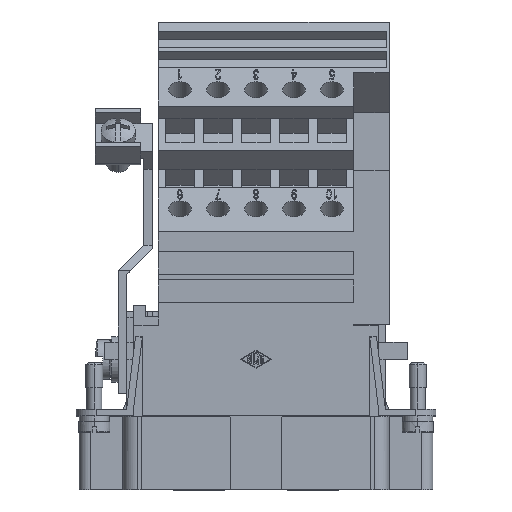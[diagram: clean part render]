
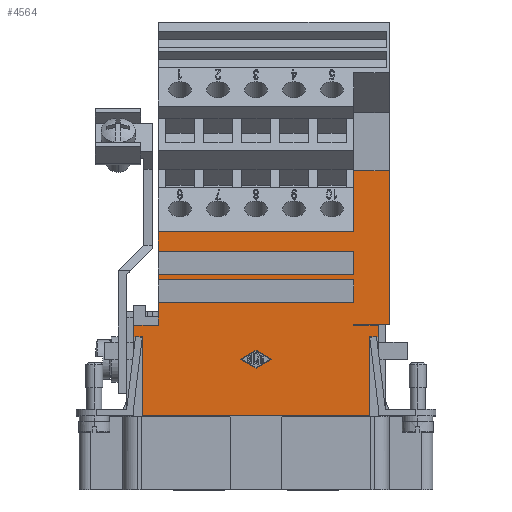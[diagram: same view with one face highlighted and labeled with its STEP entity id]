
A CAD part, top view. The second image highlights one B-rep face of the part: STEP entity #4564.
In plain terms, the highlighted planar face has unit normal (0, 0, 1).
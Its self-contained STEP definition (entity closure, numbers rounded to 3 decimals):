
#3562=CARTESIAN_POINT('',(-2.709,10.0,17.0));
#3563=VERTEX_POINT('',#3562);
#3570=CARTESIAN_POINT('',(0.,8.438,17.0));
#3571=VERTEX_POINT('',#3570);
#3572=CARTESIAN_POINT('',(0.,8.438,17.0));
#3573=DIRECTION('',(-0.866,0.5,0.0));
#3574=VECTOR('',#3573,3.127);
#3575=LINE('',#3572,#3574);
#3576=EDGE_CURVE('',#3571,#3563,#3575,.T.);
#3600=CARTESIAN_POINT('',(0.,11.562,17.0));
#3601=VERTEX_POINT('',#3600);
#3608=CARTESIAN_POINT('',(-2.709,10.0,17.0));
#3609=DIRECTION('',(0.866,0.5,0.0));
#3610=VECTOR('',#3609,3.127);
#3611=LINE('',#3608,#3610);
#3612=EDGE_CURVE('',#3563,#3601,#3611,.T.);
#3631=CARTESIAN_POINT('',(2.709,10.0,17.0));
#3632=VERTEX_POINT('',#3631);
#3639=CARTESIAN_POINT('',(0.,11.562,17.0));
#3640=DIRECTION('',(0.866,-0.5,0.0));
#3641=VECTOR('',#3640,3.127);
#3642=LINE('',#3639,#3641);
#3643=EDGE_CURVE('',#3601,#3632,#3642,.T.);
#3661=CARTESIAN_POINT('',(2.709,10.0,17.0));
#3662=DIRECTION('',(-0.866,-0.5,0.0));
#3663=VECTOR('',#3662,3.127);
#3664=LINE('',#3661,#3663);
#3665=EDGE_CURVE('',#3632,#3571,#3664,.T.);
#4327=CARTESIAN_POINT('',(-17.2,0.0,17.0));
#4328=DIRECTION('',(0.0,0.0,1.0));
#4329=DIRECTION('',(1.0,0.0,0.0));
#4330=AXIS2_PLACEMENT_3D('',#4327,#4328,#4329);
#4331=PLANE('',#4330);
#4332=CARTESIAN_POINT('',(-17.2,24.0,17.0));
#4333=VERTEX_POINT('',#4332);
#4334=CARTESIAN_POINT('',(17.2,24.0,17.0));
#4335=VERTEX_POINT('',#4334);
#4336=CARTESIAN_POINT('',(-17.2,24.0,17.0));
#4337=DIRECTION('',(1.0,0.0,0.0));
#4338=VECTOR('',#4337,34.4);
#4339=LINE('',#4336,#4338);
#4340=EDGE_CURVE('',#4333,#4335,#4339,.T.);
#4341=ORIENTED_EDGE('',*,*,#4340,.T.);
#4342=CARTESIAN_POINT('',(17.2,20.0,17.0));
#4343=VERTEX_POINT('',#4342);
#4344=CARTESIAN_POINT('',(17.2,24.0,17.0));
#4345=DIRECTION('',(0.0,-1.0,0.0));
#4346=VECTOR('',#4345,4.0);
#4347=LINE('',#4344,#4346);
#4348=EDGE_CURVE('',#4335,#4343,#4347,.T.);
#4349=ORIENTED_EDGE('',*,*,#4348,.T.);
#4350=CARTESIAN_POINT('',(-17.2,20.0,17.0));
#4351=VERTEX_POINT('',#4350);
#4352=CARTESIAN_POINT('',(17.2,20.0,17.0));
#4353=DIRECTION('',(-1.0,0.0,0.0));
#4354=VECTOR('',#4353,34.4);
#4355=LINE('',#4352,#4354);
#4356=EDGE_CURVE('',#4343,#4351,#4355,.T.);
#4357=ORIENTED_EDGE('',*,*,#4356,.T.);
#4358=CARTESIAN_POINT('',(-17.2,16.0,17.0));
#4359=VERTEX_POINT('',#4358);
#4360=CARTESIAN_POINT('',(-17.2,16.0,17.0));
#4361=DIRECTION('',(0.0,1.0,0.0));
#4362=VECTOR('',#4361,4.0);
#4363=LINE('',#4360,#4362);
#4364=EDGE_CURVE('',#4359,#4351,#4363,.T.);
#4365=ORIENTED_EDGE('',*,*,#4364,.F.);
#4366=CARTESIAN_POINT('',(-21.55,16.0,17.));
#4367=VERTEX_POINT('',#4366);
#4368=CARTESIAN_POINT('',(-17.2,16.0,17.0));
#4369=DIRECTION('',(-1.0,0.0,0.0));
#4370=VECTOR('',#4369,4.35);
#4371=LINE('',#4368,#4370);
#4372=EDGE_CURVE('',#4359,#4367,#4371,.T.);
#4373=ORIENTED_EDGE('',*,*,#4372,.T.);
#4374=CARTESIAN_POINT('',(-21.55,14.,17.0));
#4375=VERTEX_POINT('',#4374);
#4376=CARTESIAN_POINT('',(-21.55,14.,17.0));
#4377=DIRECTION('',(0.0,1.0,0.0));
#4378=VECTOR('',#4377,2.);
#4379=LINE('',#4376,#4378);
#4380=EDGE_CURVE('',#4375,#4367,#4379,.T.);
#4381=ORIENTED_EDGE('',*,*,#4380,.F.);
#4382=CARTESIAN_POINT('',(-21.241,14.,17.0));
#4383=VERTEX_POINT('',#4382);
#4384=CARTESIAN_POINT('',(-21.55,14.,17.0));
#4385=DIRECTION('',(1.0,0.0,0.0));
#4386=VECTOR('',#4385,0.309);
#4387=LINE('',#4384,#4386);
#4388=EDGE_CURVE('',#4375,#4383,#4387,.T.);
#4389=ORIENTED_EDGE('',*,*,#4388,.T.);
#4390=CARTESIAN_POINT('',(-20.05,14.,17.0));
#4391=VERTEX_POINT('',#4390);
#4392=CARTESIAN_POINT('',(-21.241,14.,17.0));
#4393=DIRECTION('',(1.0,0.0,0.0));
#4394=VECTOR('',#4393,1.191);
#4395=LINE('',#4392,#4394);
#4396=EDGE_CURVE('',#4383,#4391,#4395,.T.);
#4397=ORIENTED_EDGE('',*,*,#4396,.T.);
#4398=CARTESIAN_POINT('',(-20.05,13.854,17.0));
#4399=VERTEX_POINT('',#4398);
#4400=CARTESIAN_POINT('',(-20.05,14.,17.0));
#4401=DIRECTION('',(0.0,-1.0,0.0));
#4402=VECTOR('',#4401,0.146);
#4403=LINE('',#4400,#4402);
#4404=EDGE_CURVE('',#4391,#4399,#4403,.T.);
#4405=ORIENTED_EDGE('',*,*,#4404,.T.);
#4406=CARTESIAN_POINT('',(-20.05,0.0,17.0));
#4407=VERTEX_POINT('',#4406);
#4408=CARTESIAN_POINT('',(-20.05,13.854,17.0));
#4409=DIRECTION('',(0.0,-1.0,0.0));
#4410=VECTOR('',#4409,13.854);
#4411=LINE('',#4408,#4410);
#4412=EDGE_CURVE('',#4399,#4407,#4411,.T.);
#4413=ORIENTED_EDGE('',*,*,#4412,.T.);
#4414=CARTESIAN_POINT('',(20.05,0.0,17.0));
#4415=VERTEX_POINT('',#4414);
#4416=CARTESIAN_POINT('',(20.05,0.0,17.0));
#4417=DIRECTION('',(-1.0,0.0,0.0));
#4418=VECTOR('',#4417,40.1);
#4419=LINE('',#4416,#4418);
#4420=EDGE_CURVE('',#4415,#4407,#4419,.T.);
#4421=ORIENTED_EDGE('',*,*,#4420,.F.);
#4422=CARTESIAN_POINT('',(20.05,13.854,17.0));
#4423=VERTEX_POINT('',#4422);
#4424=CARTESIAN_POINT('',(20.05,0.0,17.0));
#4425=DIRECTION('',(0.0,1.0,0.0));
#4426=VECTOR('',#4425,13.854);
#4427=LINE('',#4424,#4426);
#4428=EDGE_CURVE('',#4415,#4423,#4427,.T.);
#4429=ORIENTED_EDGE('',*,*,#4428,.T.);
#4430=CARTESIAN_POINT('',(20.05,14.,17.0));
#4431=VERTEX_POINT('',#4430);
#4432=CARTESIAN_POINT('',(20.05,13.854,17.0));
#4433=DIRECTION('',(0.0,1.0,0.0));
#4434=VECTOR('',#4433,0.146);
#4435=LINE('',#4432,#4434);
#4436=EDGE_CURVE('',#4423,#4431,#4435,.T.);
#4437=ORIENTED_EDGE('',*,*,#4436,.T.);
#4438=CARTESIAN_POINT('',(21.241,14.,17.0));
#4439=VERTEX_POINT('',#4438);
#4440=CARTESIAN_POINT('',(20.05,14.,17.0));
#4441=DIRECTION('',(1.0,0.0,0.0));
#4442=VECTOR('',#4441,1.191);
#4443=LINE('',#4440,#4442);
#4444=EDGE_CURVE('',#4431,#4439,#4443,.T.);
#4445=ORIENTED_EDGE('',*,*,#4444,.T.);
#4446=CARTESIAN_POINT('',(21.55,14.,17.));
#4447=VERTEX_POINT('',#4446);
#4448=CARTESIAN_POINT('',(21.241,14.,17.0));
#4449=DIRECTION('',(1.0,0.0,0.0));
#4450=VECTOR('',#4449,0.309);
#4451=LINE('',#4448,#4450);
#4452=EDGE_CURVE('',#4439,#4447,#4451,.T.);
#4453=ORIENTED_EDGE('',*,*,#4452,.T.);
#4454=CARTESIAN_POINT('',(21.55,16.0,17.0));
#4455=VERTEX_POINT('',#4454);
#4456=CARTESIAN_POINT('',(21.55,14.,17.));
#4457=DIRECTION('',(0.0,1.0,0.0));
#4458=VECTOR('',#4457,2.);
#4459=LINE('',#4456,#4458);
#4460=EDGE_CURVE('',#4447,#4455,#4459,.T.);
#4461=ORIENTED_EDGE('',*,*,#4460,.T.);
#4462=CARTESIAN_POINT('',(17.2,16.0,17.0));
#4463=VERTEX_POINT('',#4462);
#4464=CARTESIAN_POINT('',(21.55,16.0,17.0));
#4465=DIRECTION('',(-1.0,0.0,0.0));
#4466=VECTOR('',#4465,4.35);
#4467=LINE('',#4464,#4466);
#4468=EDGE_CURVE('',#4455,#4463,#4467,.T.);
#4469=ORIENTED_EDGE('',*,*,#4468,.T.);
#4470=CARTESIAN_POINT('',(17.2,16.2,17.0));
#4471=VERTEX_POINT('',#4470);
#4472=CARTESIAN_POINT('',(17.2,16.2,17.0));
#4473=DIRECTION('',(0.0,-1.0,0.0));
#4474=VECTOR('',#4473,0.2);
#4475=LINE('',#4472,#4474);
#4476=EDGE_CURVE('',#4471,#4463,#4475,.T.);
#4477=ORIENTED_EDGE('',*,*,#4476,.F.);
#4478=CARTESIAN_POINT('',(23.5,16.2,17.0));
#4479=VERTEX_POINT('',#4478);
#4480=CARTESIAN_POINT('',(23.5,16.2,17.0));
#4481=DIRECTION('',(-1.0,0.0,0.0));
#4482=VECTOR('',#4481,6.3);
#4483=LINE('',#4480,#4482);
#4484=EDGE_CURVE('',#4479,#4471,#4483,.T.);
#4485=ORIENTED_EDGE('',*,*,#4484,.F.);
#4486=CARTESIAN_POINT('',(23.5,43.2,17.));
#4487=VERTEX_POINT('',#4486);
#4488=CARTESIAN_POINT('',(23.5,43.2,17.));
#4489=DIRECTION('',(0.0,-1.0,0.0));
#4490=VECTOR('',#4489,27.0);
#4491=LINE('',#4488,#4490);
#4492=EDGE_CURVE('',#4487,#4479,#4491,.T.);
#4493=ORIENTED_EDGE('',*,*,#4492,.F.);
#4494=CARTESIAN_POINT('',(17.2,43.2,17.));
#4495=VERTEX_POINT('',#4494);
#4496=CARTESIAN_POINT('',(23.5,43.2,17.));
#4497=DIRECTION('',(-1.0,0.0,0.0));
#4498=VECTOR('',#4497,6.3);
#4499=LINE('',#4496,#4498);
#4500=EDGE_CURVE('',#4487,#4495,#4499,.T.);
#4501=ORIENTED_EDGE('',*,*,#4500,.T.);
#4502=CARTESIAN_POINT('',(17.2,32.5,17.));
#4503=VERTEX_POINT('',#4502);
#4504=CARTESIAN_POINT('',(17.2,43.2,17.));
#4505=DIRECTION('',(0.0,-1.0,0.0));
#4506=VECTOR('',#4505,10.7);
#4507=LINE('',#4504,#4506);
#4508=EDGE_CURVE('',#4495,#4503,#4507,.T.);
#4509=ORIENTED_EDGE('',*,*,#4508,.T.);
#4510=CARTESIAN_POINT('',(-17.2,32.5,17.));
#4511=VERTEX_POINT('',#4510);
#4512=CARTESIAN_POINT('',(17.2,32.5,17.));
#4513=DIRECTION('',(-1.0,0.0,0.0));
#4514=VECTOR('',#4513,34.4);
#4515=LINE('',#4512,#4514);
#4516=EDGE_CURVE('',#4503,#4511,#4515,.T.);
#4517=ORIENTED_EDGE('',*,*,#4516,.T.);
#4518=CARTESIAN_POINT('',(-17.2,29.0,17.0));
#4519=VERTEX_POINT('',#4518);
#4520=CARTESIAN_POINT('',(-17.2,29.0,17.0));
#4521=DIRECTION('',(0.0,1.0,0.0));
#4522=VECTOR('',#4521,3.5);
#4523=LINE('',#4520,#4522);
#4524=EDGE_CURVE('',#4519,#4511,#4523,.T.);
#4525=ORIENTED_EDGE('',*,*,#4524,.F.);
#4526=CARTESIAN_POINT('',(17.2,29.0,17.0));
#4527=VERTEX_POINT('',#4526);
#4528=CARTESIAN_POINT('',(-17.2,29.0,17.0));
#4529=DIRECTION('',(1.0,0.0,0.0));
#4530=VECTOR('',#4529,34.4);
#4531=LINE('',#4528,#4530);
#4532=EDGE_CURVE('',#4519,#4527,#4531,.T.);
#4533=ORIENTED_EDGE('',*,*,#4532,.T.);
#4534=CARTESIAN_POINT('',(17.2,25.0,17.0));
#4535=VERTEX_POINT('',#4534);
#4536=CARTESIAN_POINT('',(17.2,29.0,17.0));
#4537=DIRECTION('',(0.0,-1.0,0.0));
#4538=VECTOR('',#4537,4.0);
#4539=LINE('',#4536,#4538);
#4540=EDGE_CURVE('',#4527,#4535,#4539,.T.);
#4541=ORIENTED_EDGE('',*,*,#4540,.T.);
#4542=CARTESIAN_POINT('',(-17.2,25.0,17.0));
#4543=VERTEX_POINT('',#4542);
#4544=CARTESIAN_POINT('',(17.2,25.0,17.0));
#4545=DIRECTION('',(-1.0,0.0,0.0));
#4546=VECTOR('',#4545,34.4);
#4547=LINE('',#4544,#4546);
#4548=EDGE_CURVE('',#4535,#4543,#4547,.T.);
#4549=ORIENTED_EDGE('',*,*,#4548,.T.);
#4550=CARTESIAN_POINT('',(-17.2,24.0,17.0));
#4551=DIRECTION('',(0.0,1.0,0.0));
#4552=VECTOR('',#4551,1.0);
#4553=LINE('',#4550,#4552);
#4554=EDGE_CURVE('',#4333,#4543,#4553,.T.);
#4555=ORIENTED_EDGE('',*,*,#4554,.F.);
#4556=EDGE_LOOP('',(#4341,#4349,#4357,#4365,#4373,#4381,#4389,#4397,#4405,#4413,#4421,#4429,#4437,#4445,#4453,#4461,#4469,#4477,#4485,#4493,#4501,#4509,#4517,#4525,#4533,#4541,#4549,#4555));
#4557=FACE_OUTER_BOUND('',#4556,.T.);
#4558=ORIENTED_EDGE('',*,*,#3576,.T.);
#4559=ORIENTED_EDGE('',*,*,#3612,.T.);
#4560=ORIENTED_EDGE('',*,*,#3643,.T.);
#4561=ORIENTED_EDGE('',*,*,#3665,.T.);
#4562=EDGE_LOOP('',(#4558,#4559,#4560,#4561));
#4563=FACE_BOUND('',#4562,.T.);
#4564=ADVANCED_FACE('',(#4557,#4563),#4331,.T.);
